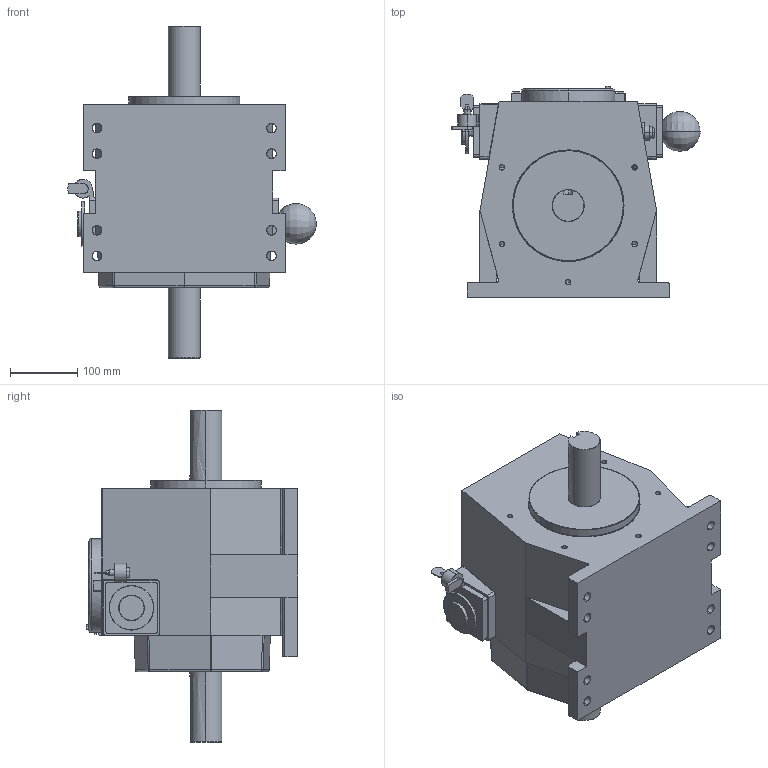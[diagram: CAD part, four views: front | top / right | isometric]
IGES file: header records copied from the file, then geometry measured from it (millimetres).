
Start section: SolidWorks IGES file using analytic representation for surfaces
Global section: file name: Diff 30.igs; native system: SolidWorks 2010; preprocessor: SolidWorks 2010; author: Josh; date: 101212.234719; units: inch
Bounding box: 370.59 x 314.96 x 495.3 mm (x, y, z)
Surface area: 571993.6 mm2 (no closed solid volume)
Topology: 0 solids, 0 shells, 322 faces, 4107 edges, 4086 vertices
Faces by surface type: revolution 169, bspline 153
